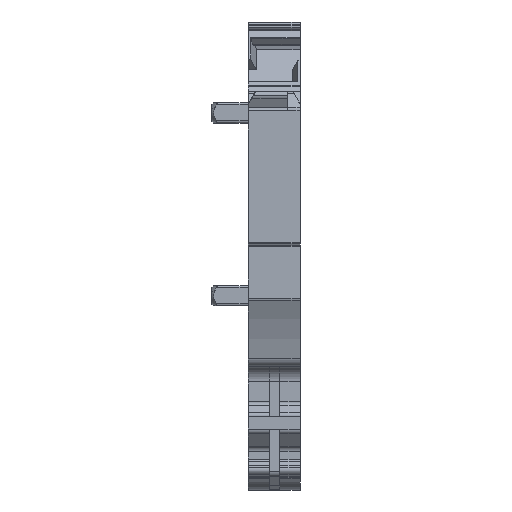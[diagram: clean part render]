
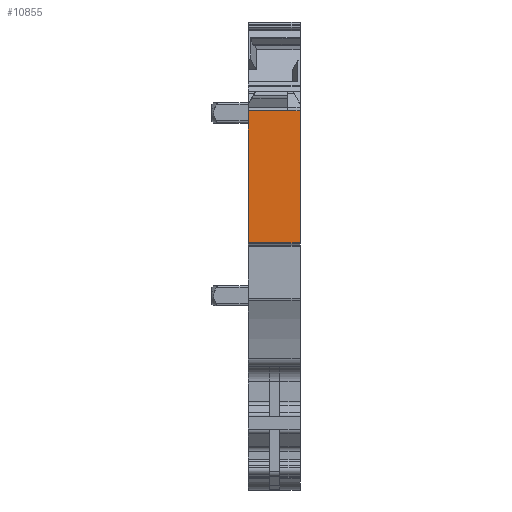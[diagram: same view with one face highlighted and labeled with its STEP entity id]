
A CAD part, front view. The second image highlights one B-rep face of the part: STEP entity #10855.
In plain terms, the highlighted planar face has unit normal (0, -1, 0).
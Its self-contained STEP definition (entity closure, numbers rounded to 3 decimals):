
#10834=AXIS2_PLACEMENT_3D('Plane Axis2P3D',#10831,#10832,#10833) ;
#419=CARTESIAN_POINT('Vertex',(3.5,0.,36.492)) ;
#2393=CARTESIAN_POINT('Vertex',(3.5,0.,23.817)) ;
#2396=CARTESIAN_POINT('Line Origine',(3.5,0.,30.154)) ;
#2925=CARTESIAN_POINT('Line Origine',(5.4,0.,36.492)) ;
#2929=CARTESIAN_POINT('Vertex',(7.3,0.,36.492)) ;
#10816=CARTESIAN_POINT('Vertex',(8.5,0.,23.817)) ;
#10819=CARTESIAN_POINT('Line Origine',(6.,0.,23.817)) ;
#10831=CARTESIAN_POINT('Axis2P3D Location',(8.5,0.,23.817)) ;
#10836=CARTESIAN_POINT('Line Origine',(8.5,0.,30.154)) ;
#10840=CARTESIAN_POINT('Vertex',(8.5,0.,36.492)) ;
#10843=CARTESIAN_POINT('Line Origine',(7.9,0.,36.492)) ;
#2397=DIRECTION('Vector Direction',(0.,0.,1.)) ;
#2926=DIRECTION('Vector Direction',(-1.,0.,0.)) ;
#10820=DIRECTION('Vector Direction',(-1.,0.,0.)) ;
#10832=DIRECTION('Axis2P3D Direction',(0.,1.,0.)) ;
#10833=DIRECTION('Axis2P3D XDirection',(0.,0.,1.)) ;
#10837=DIRECTION('Vector Direction',(0.,0.,1.)) ;
#10844=DIRECTION('Vector Direction',(1.,0.,0.)) ;
#2398=VECTOR('Line Direction',#2397,1.) ;
#2927=VECTOR('Line Direction',#2926,1.) ;
#10821=VECTOR('Line Direction',#10820,1.) ;
#10838=VECTOR('Line Direction',#10837,1.) ;
#10845=VECTOR('Line Direction',#10844,1.) ;
#10849=ORIENTED_EDGE('',*,*,#2931,.T.) ;
#10850=ORIENTED_EDGE('',*,*,#2400,.F.) ;
#10851=ORIENTED_EDGE('',*,*,#10823,.T.) ;
#10852=ORIENTED_EDGE('',*,*,#10842,.T.) ;
#10853=ORIENTED_EDGE('',*,*,#10847,.F.) ;
#10855=ADVANCED_FACE('V1',(#10854),#10835,.F.) ;
#2400=EDGE_CURVE('',#2394,#420,#2399,.T.) ;
#2931=EDGE_CURVE('',#2930,#420,#2928,.T.) ;
#10823=EDGE_CURVE('',#2394,#10817,#10822,.F.) ;
#10842=EDGE_CURVE('',#10817,#10841,#10839,.T.) ;
#10847=EDGE_CURVE('',#2930,#10841,#10846,.T.) ;
#10848=EDGE_LOOP('',(#10849,#10850,#10851,#10852,#10853)) ;
#10854=FACE_OUTER_BOUND('',#10848,.T.) ;
#2399=LINE('Line',#2396,#2398) ;
#2928=LINE('Line',#2925,#2927) ;
#10822=LINE('Line',#10819,#10821) ;
#10839=LINE('Line',#10836,#10838) ;
#10846=LINE('Line',#10843,#10845) ;
#10835=PLANE('',#10834) ;
#420=VERTEX_POINT('',#419) ;
#2394=VERTEX_POINT('',#2393) ;
#2930=VERTEX_POINT('',#2929) ;
#10817=VERTEX_POINT('',#10816) ;
#10841=VERTEX_POINT('',#10840) ;
